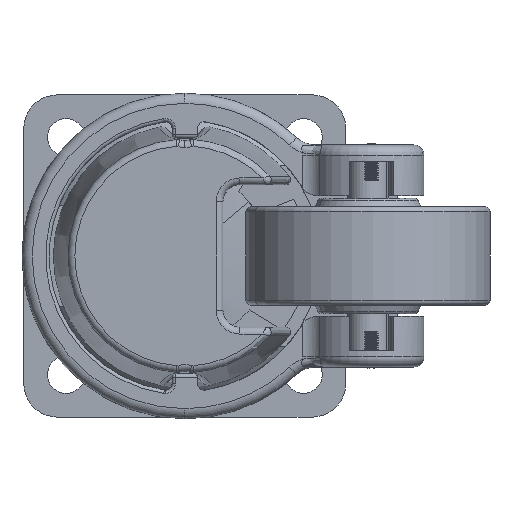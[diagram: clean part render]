
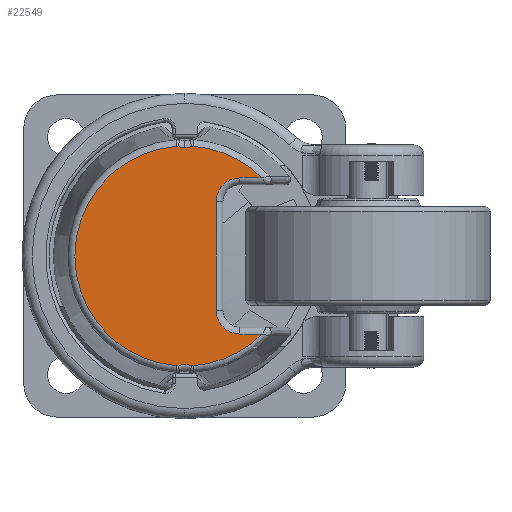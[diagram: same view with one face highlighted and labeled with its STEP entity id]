
A CAD part, front view. The second image highlights one B-rep face of the part: STEP entity #22549.
In plain terms, the highlighted face is planar.
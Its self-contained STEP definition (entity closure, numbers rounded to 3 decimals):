
#2 = CARTESIAN_POINT ( 'NONE',  ( 0., 50.5, -32. ) ) ;
#427 = VERTEX_POINT ( 'NONE', #2 ) ;
#437 = DIRECTION ( 'NONE',  ( 0., 1., 0. ) ) ;
#732 = VERTEX_POINT ( 'NONE', #2353 ) ;
#935 = CIRCLE ( 'NONE', #4484, 32.42 ) ;
#984 = DIRECTION ( 'NONE',  ( 0., 0., 1. ) ) ;
#1622 = DIRECTION ( 'NONE',  ( 0., 1., 0. ) ) ;
#1655 = AXIS2_PLACEMENT_3D ( 'NONE', #8012, #16422, #24839 ) ;
#1735 = AXIS2_PLACEMENT_3D ( 'NONE', #9562, #17971, #26379 ) ;
#2140 = VERTEX_POINT ( 'NONE', #14075 ) ;
#2303 = ORIENTED_EDGE ( 'NONE', *, *, #23563, .T. ) ;
#2348 = EDGE_LOOP ( 'NONE', ( #23130, #13396, #3290, #5800, #4343, #3471, #2709, #18446, #8750, #9539, #15722, #13768, #19095, #2303, #21734 ) ) ;
#2351 = DIRECTION ( 'NONE',  ( 0., 0., 1. ) ) ;
#2353 = CARTESIAN_POINT ( 'NONE',  ( 2.409, 50.5, -32.331 ) ) ;
#2709 = ORIENTED_EDGE ( 'NONE', *, *, #19718, .T. ) ;
#2776 = CARTESIAN_POINT ( 'NONE',  ( -2.281, 50.5, 32.34 ) ) ;
#3290 = ORIENTED_EDGE ( 'NONE', *, *, #22368, .T. ) ;
#3420 = VERTEX_POINT ( 'NONE', #10595 ) ;
#3471 = ORIENTED_EDGE ( 'NONE', *, *, #5052, .T. ) ;
#3708 = FACE_OUTER_BOUND ( 'NONE', #2348, .T. ) ;
#4226 = CARTESIAN_POINT ( 'NONE',  ( 2.409, 50.5, 32.331 ) ) ;
#4343 = ORIENTED_EDGE ( 'NONE', *, *, #25702, .T. ) ;
#4484 = AXIS2_PLACEMENT_3D ( 'NONE', #19343, #437, #8853 ) ;
#4618 = VERTEX_POINT ( 'NONE', #12842 ) ;
#4762 = DIRECTION ( 'NONE',  ( -1., 0., 0. ) ) ;
#4810 = CARTESIAN_POINT ( 'NONE',  ( 9.25, 50.5, -16. ) ) ;
#4968 = CARTESIAN_POINT ( 'NONE',  ( 2.156, 50.5, -32.327 ) ) ;
#5052 = EDGE_CURVE ( 'NONE', #11890, #17837, #13549, .T. ) ;
#5800 = ORIENTED_EDGE ( 'NONE', *, *, #10667, .T. ) ;
#5801 = AXIS2_PLACEMENT_3D ( 'NONE', #26803, #7915, #16332 ) ;
#5900 = CARTESIAN_POINT ( 'NONE',  ( 2.033, 50.5, -32.291 ) ) ;
#5922 = DIRECTION ( 'NONE',  ( 0., 0., -1. ) ) ;
#6081 = CIRCLE ( 'NONE', #21509, 7.25 ) ;
#6297 = CARTESIAN_POINT ( 'NONE',  ( 2.033, 50.5, 32.291 ) ) ;
#6480 = CARTESIAN_POINT ( 'NONE',  ( 23.789, 50.5, -23. ) ) ;
#6735 = CARTESIAN_POINT ( 'NONE',  ( -2.156, 50.5, -32.327 ) ) ;
#6779 = VERTEX_POINT ( 'NONE', #18474 ) ;
#6880 = VECTOR ( 'NONE', #5922, 1000. ) ;
#7020 = VERTEX_POINT ( 'NONE', #4810 ) ;
#7023 = DIRECTION ( 'NONE',  ( 0., -1., 0. ) ) ;
#7035 = CARTESIAN_POINT ( 'NONE',  ( -2.033, 50.5, 32.291 ) ) ;
#7110 = CARTESIAN_POINT ( 'NONE',  ( 2.033, 50.5, 32.291 ) ) ;
#7915 = DIRECTION ( 'NONE',  ( 0., 1., 0. ) ) ;
#8012 = CARTESIAN_POINT ( 'NONE',  ( 0., 50.5, 0. ) ) ;
#8224 = DIRECTION ( 'NONE',  ( 0., -1., 0. ) ) ;
#8407 = CIRCLE ( 'NONE', #11948, 7.25 ) ;
#8565 = EDGE_CURVE ( 'NONE', #10894, #20505, #13633, .T. ) ;
#8584 = CARTESIAN_POINT ( 'NONE',  ( -2.409, 50.5, 32.331 ) ) ;
#8750 = ORIENTED_EDGE ( 'NONE', *, *, #11447, .T. ) ;
#8853 = DIRECTION ( 'NONE',  ( 0., 0., 1. ) ) ;
#9055 = VERTEX_POINT ( 'NONE', #21340 ) ;
#9539 = ORIENTED_EDGE ( 'NONE', *, *, #11287, .T. ) ;
#9562 = CARTESIAN_POINT ( 'NONE',  ( 0., 50.5, 39.25 ) ) ;
#9894 = AXIS2_PLACEMENT_3D ( 'NONE', #27110, #8224, #16641 ) ;
#10048 = DIRECTION ( 'NONE',  ( 0., 0., 1. ) ) ;
#10492 = AXIS2_PLACEMENT_3D ( 'NONE', #20524, #1622, #10048 ) ;
#10595 = CARTESIAN_POINT ( 'NONE',  ( 9.25, 50.5, 16. ) ) ;
#10667 = EDGE_CURVE ( 'NONE', #427, #4618, #8407, .T. ) ;
#10815 = B_SPLINE_CURVE_WITH_KNOTS ( 'NONE', 3,
 ( #25636, #6735, #15144, #23568 ),
 .UNSPECIFIED., .F., .F.,
 ( 4, 4 ),
 ( 0., 0. ),
 .UNSPECIFIED. ) ;
#10893 = EDGE_CURVE ( 'NONE', #732, #21007, #11954, .T. ) ;
#10894 = VERTEX_POINT ( 'NONE', #7035 ) ;
#11186 = CARTESIAN_POINT ( 'NONE',  ( -2.156, 50.5, 32.327 ) ) ;
#11287 = EDGE_CURVE ( 'NONE', #2140, #9055, #17677, .T. ) ;
#11447 = EDGE_CURVE ( 'NONE', #20505, #2140, #15209, .T. ) ;
#11484 = CARTESIAN_POINT ( 'NONE',  ( 0., 50.5, -39.25 ) ) ;
#11774 = CIRCLE ( 'NONE', #27160, 7. ) ;
#11890 = VERTEX_POINT ( 'NONE', #20759 ) ;
#11948 = AXIS2_PLACEMENT_3D ( 'NONE', #11484, #19894, #984 ) ;
#11954 = B_SPLINE_CURVE_WITH_KNOTS ( 'NONE', 3,
 ( #15448, #23863, #4968, #13386 ),
 .UNSPECIFIED., .F., .F.,
 ( 4, 4 ),
 ( 0., 0. ),
 .UNSPECIFIED. ) ;
#12113 = PLANE ( 'NONE',  #10492 ) ;
#12195 = CARTESIAN_POINT ( 'NONE',  ( 16.25, 50.5, 23. ) ) ;
#12587 = VERTEX_POINT ( 'NONE', #14261 ) ;
#12842 = CARTESIAN_POINT ( 'NONE',  ( -2.033, 50.5, -32.291 ) ) ;
#13377 = EDGE_CURVE ( 'NONE', #12587, #6779, #25369, .T. ) ;
#13386 = CARTESIAN_POINT ( 'NONE',  ( 2.033, 50.5, -32.291 ) ) ;
#13396 = ORIENTED_EDGE ( 'NONE', *, *, #10893, .T. ) ;
#13549 = CIRCLE ( 'NONE', #1655, 32.42 ) ;
#13633 = CIRCLE ( 'NONE', #1735, 7.25 ) ;
#13768 = ORIENTED_EDGE ( 'NONE', *, *, #16188, .T. ) ;
#14075 = CARTESIAN_POINT ( 'NONE',  ( 2.409, 50.5, 32.331 ) ) ;
#14093 = EDGE_CURVE ( 'NONE', #6779, #732, #935, .T. ) ;
#14261 = CARTESIAN_POINT ( 'NONE',  ( 16.25, 50.5, -23. ) ) ;
#14689 = CARTESIAN_POINT ( 'NONE',  ( 2.156, 50.5, 32.327 ) ) ;
#14888 = DIRECTION ( 'NONE',  ( 1., 0., 0. ) ) ;
#14899 = CARTESIAN_POINT ( 'NONE',  ( 16.25, 50.5, -16. ) ) ;
#15144 = CARTESIAN_POINT ( 'NONE',  ( -2.281, 50.5, -32.34 ) ) ;
#15209 = B_SPLINE_CURVE_WITH_KNOTS ( 'NONE', 3,
 ( #6297, #14689, #23123, #4226 ),
 .UNSPECIFIED., .F., .F.,
 ( 4, 4 ),
 ( 0., 0. ),
 .UNSPECIFIED. ) ;
#15224 = LINE ( 'NONE', #23648, #25040 ) ;
#15440 = DIRECTION ( 'NONE',  ( 0., 0., 1. ) ) ;
#15448 = CARTESIAN_POINT ( 'NONE',  ( 2.409, 50.5, -32.331 ) ) ;
#15722 = ORIENTED_EDGE ( 'NONE', *, *, #23156, .T. ) ;
#16188 = EDGE_CURVE ( 'NONE', #19052, #3420, #21800, .T. ) ;
#16332 = DIRECTION ( 'NONE',  ( 0., 0., 1. ) ) ;
#16406 = LINE ( 'NONE', #24820, #6880 ) ;
#16422 = DIRECTION ( 'NONE',  ( 0., 1., 0. ) ) ;
#16641 = DIRECTION ( 'NONE',  ( 0., 0., 1. ) ) ;
#17677 = CIRCLE ( 'NONE', #5801, 32.42 ) ;
#17837 = VERTEX_POINT ( 'NONE', #8584 ) ;
#17971 = DIRECTION ( 'NONE',  ( 0., -1., 0. ) ) ;
#18446 = ORIENTED_EDGE ( 'NONE', *, *, #8565, .T. ) ;
#18474 = CARTESIAN_POINT ( 'NONE',  ( 22.849, 50.5, -23. ) ) ;
#19052 = VERTEX_POINT ( 'NONE', #12195 ) ;
#19095 = ORIENTED_EDGE ( 'NONE', *, *, #25510, .T. ) ;
#19343 = CARTESIAN_POINT ( 'NONE',  ( 0., 50.5, 0. ) ) ;
#19591 = CARTESIAN_POINT ( 'NONE',  ( -2.033, 50.5, 32.291 ) ) ;
#19718 = EDGE_CURVE ( 'NONE', #17837, #10894, #21634, .T. ) ;
#19894 = DIRECTION ( 'NONE',  ( 0., -1., 0. ) ) ;
#20505 = VERTEX_POINT ( 'NONE', #7110 ) ;
#20524 = CARTESIAN_POINT ( 'NONE',  ( 0., 50.5, 0. ) ) ;
#20759 = CARTESIAN_POINT ( 'NONE',  ( -2.409, 50.5, -32.331 ) ) ;
#21007 = VERTEX_POINT ( 'NONE', #5900 ) ;
#21266 = DIRECTION ( 'NONE',  ( 0., -1., 0. ) ) ;
#21340 = CARTESIAN_POINT ( 'NONE',  ( 22.849, 50.5, 23. ) ) ;
#21509 = AXIS2_PLACEMENT_3D ( 'NONE', #25916, #7023, #15440 ) ;
#21634 = B_SPLINE_CURVE_WITH_KNOTS ( 'NONE', 3,
 ( #21683, #2776, #11186, #19591 ),
 .UNSPECIFIED., .F., .F.,
 ( 4, 4 ),
 ( 0., 0. ),
 .UNSPECIFIED. ) ;
#21683 = CARTESIAN_POINT ( 'NONE',  ( -2.409, 50.5, 32.331 ) ) ;
#21734 = ORIENTED_EDGE ( 'NONE', *, *, #13377, .T. ) ;
#21800 = CIRCLE ( 'NONE', #9894, 7. ) ;
#22368 = EDGE_CURVE ( 'NONE', #21007, #427, #6081, .T. ) ;
#22549 = ADVANCED_FACE ( 'NONE', ( #3708 ), #12113, .T. ) ;
#23123 = CARTESIAN_POINT ( 'NONE',  ( 2.281, 50.5, 32.34 ) ) ;
#23130 = ORIENTED_EDGE ( 'NONE', *, *, #14093, .T. ) ;
#23156 = EDGE_CURVE ( 'NONE', #9055, #19052, #15224, .T. ) ;
#23397 = VECTOR ( 'NONE', #14888, 1000. ) ;
#23563 = EDGE_CURVE ( 'NONE', #7020, #12587, #11774, .T. ) ;
#23568 = CARTESIAN_POINT ( 'NONE',  ( -2.409, 50.5, -32.331 ) ) ;
#23648 = CARTESIAN_POINT ( 'NONE',  ( 16.25, 50.5, 23. ) ) ;
#23863 = CARTESIAN_POINT ( 'NONE',  ( 2.281, 50.5, -32.34 ) ) ;
#24820 = CARTESIAN_POINT ( 'NONE',  ( 9.25, 50.5, -16. ) ) ;
#24839 = DIRECTION ( 'NONE',  ( 0., 0., 1. ) ) ;
#25040 = VECTOR ( 'NONE', #4762, 1000. ) ;
#25369 = LINE ( 'NONE', #6480, #23397 ) ;
#25510 = EDGE_CURVE ( 'NONE', #3420, #7020, #16406, .T. ) ;
#25636 = CARTESIAN_POINT ( 'NONE',  ( -2.033, 50.5, -32.291 ) ) ;
#25702 = EDGE_CURVE ( 'NONE', #4618, #11890, #10815, .T. ) ;
#25916 = CARTESIAN_POINT ( 'NONE',  ( 0., 50.5, -39.25 ) ) ;
#26379 = DIRECTION ( 'NONE',  ( 0., 0., 1. ) ) ;
#26803 = CARTESIAN_POINT ( 'NONE',  ( 0., 50.5, 0. ) ) ;
#27110 = CARTESIAN_POINT ( 'NONE',  ( 16.25, 50.5, 16. ) ) ;
#27160 = AXIS2_PLACEMENT_3D ( 'NONE', #14899, #21266, #2351 ) ;
